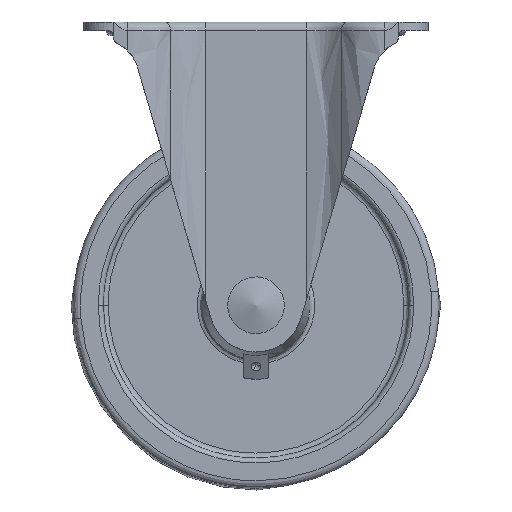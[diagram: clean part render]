
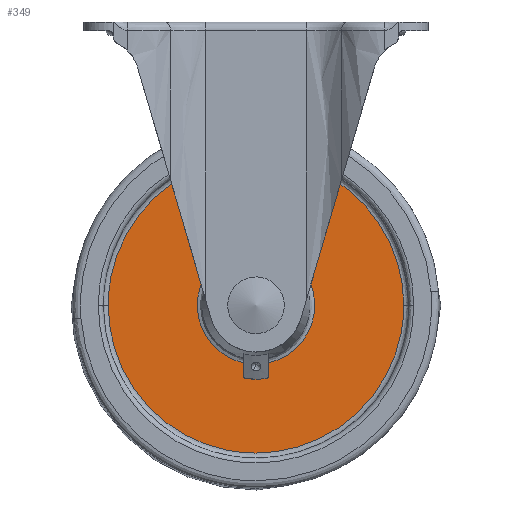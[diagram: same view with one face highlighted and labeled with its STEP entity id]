
A CAD part, front view. The second image highlights one B-rep face of the part: STEP entity #349.
In plain terms, the highlighted free-form (B-spline) face has degree [1, 1] with [2, 2] control points.
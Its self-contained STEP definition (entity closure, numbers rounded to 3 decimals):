
#175=CARTESIAN_POINT('',(-65.994,-12.0,65.994));
#176=CARTESIAN_POINT('',(-65.994,-12.0,-65.994));
#177=CARTESIAN_POINT('',(65.994,-12.0,65.994));
#178=CARTESIAN_POINT('',(65.994,-12.0,-65.994));
#179=B_SPLINE_SURFACE_WITH_KNOTS('',1,1,((#175,#177),(#176,#178)),.UNSPECIFIED.,.F.,.F.,.U.,(2,2),(2,2),(0.0,131.988),(0.0,131.988),.UNSPECIFIED.);
#180=CARTESIAN_POINT('',(0.0,-12.0,-60.));
#181=VERTEX_POINT('',#180);
#182=CARTESIAN_POINT('',(60.,-12.0,0.));
#183=VERTEX_POINT('',#182);
#184=CARTESIAN_POINT('',(0.0,-12.0,-60.));
#185=CARTESIAN_POINT('',(60.,-12.0,-60.));
#186=CARTESIAN_POINT('',(60.,-12.0,0.));
#194=(BOUNDED_CURVE()B_SPLINE_CURVE(2,(#184,#185,#186),.UNSPECIFIED.,.F.,.U.)B_SPLINE_CURVE_WITH_KNOTS((3,3),(0.0,0.25),.UNSPECIFIED.)CURVE()GEOMETRIC_REPRESENTATION_ITEM()RATIONAL_B_SPLINE_CURVE((1.0,0.707,1.0))REPRESENTATION_ITEM(''));
#195=EDGE_CURVE('',#181,#183,#194,.T.);
#196=ORIENTED_EDGE('',*,*,#195,.T.);
#197=CARTESIAN_POINT('',(0.0,-12.0,60.));
#198=VERTEX_POINT('',#197);
#199=CARTESIAN_POINT('',(60.,-12.,0.));
#200=CARTESIAN_POINT('',(60.,-12.0,60.));
#201=CARTESIAN_POINT('',(0.0,-12.0,60.));
#209=(BOUNDED_CURVE()B_SPLINE_CURVE(2,(#199,#200,#201),.UNSPECIFIED.,.F.,.U.)B_SPLINE_CURVE_WITH_KNOTS((3,3),(0.25,0.5),.UNSPECIFIED.)CURVE()GEOMETRIC_REPRESENTATION_ITEM()RATIONAL_B_SPLINE_CURVE((1.,0.707,1.0))REPRESENTATION_ITEM(''));
#210=EDGE_CURVE('',#183,#198,#209,.T.);
#211=ORIENTED_EDGE('',*,*,#210,.T.);
#212=CARTESIAN_POINT('',(-60.,-12.0,0.));
#213=VERTEX_POINT('',#212);
#214=CARTESIAN_POINT('',(0.0,-12.0,60.));
#215=CARTESIAN_POINT('',(-60.,-12.0,60.));
#216=CARTESIAN_POINT('',(-60.,-12.0,0.));
#224=(BOUNDED_CURVE()B_SPLINE_CURVE(2,(#214,#215,#216),.UNSPECIFIED.,.F.,.U.)B_SPLINE_CURVE_WITH_KNOTS((3,3),(0.5,0.75),.UNSPECIFIED.)CURVE()GEOMETRIC_REPRESENTATION_ITEM()RATIONAL_B_SPLINE_CURVE((1.0,0.707,1.0))REPRESENTATION_ITEM(''));
#225=EDGE_CURVE('',#198,#213,#224,.T.);
#226=ORIENTED_EDGE('',*,*,#225,.T.);
#227=CARTESIAN_POINT('',(-60.,-12.0,0.));
#228=CARTESIAN_POINT('',(-60.,-12.0,-60.));
#229=CARTESIAN_POINT('',(0.0,-12.0,-60.));
#237=(BOUNDED_CURVE()B_SPLINE_CURVE(2,(#227,#228,#229),.UNSPECIFIED.,.F.,.U.)B_SPLINE_CURVE_WITH_KNOTS((3,3),(0.75,1.0),.UNSPECIFIED.)CURVE()GEOMETRIC_REPRESENTATION_ITEM()RATIONAL_B_SPLINE_CURVE((1.0,0.707,1.0))REPRESENTATION_ITEM(''));
#238=EDGE_CURVE('',#213,#181,#237,.T.);
#239=ORIENTED_EDGE('',*,*,#238,.T.);
#240=EDGE_LOOP('',(#196,#211,#226,#239));
#241=FACE_OUTER_BOUND('',#240,.T.);
#242=CARTESIAN_POINT('',(-5.0,-12.,-23.318));
#243=VERTEX_POINT('',#242);
#244=CARTESIAN_POINT('',(-5.,-12.0,-28.723));
#245=VERTEX_POINT('',#244);
#246=CARTESIAN_POINT('',(-5.0,-12.,-23.318));
#247=CARTESIAN_POINT('',(-5.,-12.0,-28.723));
#248=QUASI_UNIFORM_CURVE('',1,(#246,#247),.UNSPECIFIED.,.F.,.U.);
#249=EDGE_CURVE('',#243,#245,#248,.T.);
#250=ORIENTED_EDGE('',*,*,#249,.F.);
#251=CARTESIAN_POINT('',(5.0,-12.0,-23.318));
#252=VERTEX_POINT('',#251);
#253=CARTESIAN_POINT('',(5.0,-12.0,-23.318));
#254=CARTESIAN_POINT('',(6.691,-12.0,-22.956));
#255=CARTESIAN_POINT('',(9.123,-12.,-22.149));
#256=CARTESIAN_POINT('',(12.517,-12.,-20.381));
#257=CARTESIAN_POINT('',(15.282,-12.,-18.441));
#258=CARTESIAN_POINT('',(18.029,-12.,-15.766));
#259=CARTESIAN_POINT('',(20.096,-12.0,-12.981));
#260=CARTESIAN_POINT('',(21.585,-12.,-10.263));
#261=CARTESIAN_POINT('',(22.684,-12.,-7.561));
#262=CARTESIAN_POINT('',(23.554,-12.,-4.301));
#263=CARTESIAN_POINT('',(23.912,-12.,-0.941));
#264=CARTESIAN_POINT('',(23.781,-12.,2.612));
#265=CARTESIAN_POINT('',(23.259,-12.,5.578));
#266=CARTESIAN_POINT('',(22.243,-12.,8.793));
#267=CARTESIAN_POINT('',(20.889,-12.,11.687));
#268=CARTESIAN_POINT('',(18.618,-12.,15.106));
#269=CARTESIAN_POINT('',(15.643,-12.,18.213));
#270=CARTESIAN_POINT('',(11.964,-12.,20.766));
#271=CARTESIAN_POINT('',(8.239,-12.,22.497));
#272=CARTESIAN_POINT('',(4.541,-12.,23.516));
#273=CARTESIAN_POINT('',(0.731,-12.,23.932));
#274=CARTESIAN_POINT('',(-2.734,-12.,23.773));
#275=CARTESIAN_POINT('',(-5.868,-12.,23.174));
#276=CARTESIAN_POINT('',(-8.907,-12.,22.204));
#277=CARTESIAN_POINT('',(-11.789,-12.,20.824));
#278=CARTESIAN_POINT('',(-14.897,-12.,18.746));
#279=CARTESIAN_POINT('',(-17.586,-12.0,16.271));
#280=CARTESIAN_POINT('',(-19.658,-12.0,13.605));
#281=CARTESIAN_POINT('',(-21.299,-12.0,10.872));
#282=CARTESIAN_POINT('',(-22.807,-12.,7.446));
#283=CARTESIAN_POINT('',(-23.729,-12.,3.432));
#284=CARTESIAN_POINT('',(-23.936,-12.,-0.85));
#285=CARTESIAN_POINT('',(-23.538,-12.0,-4.391));
#286=CARTESIAN_POINT('',(-22.506,-12.0,-8.174));
#287=CARTESIAN_POINT('',(-20.901,-12.0,-11.76));
#288=CARTESIAN_POINT('',(-18.513,-12.0,-15.219));
#289=CARTESIAN_POINT('',(-16.02,-12.,-17.761));
#290=CARTESIAN_POINT('',(-13.507,-12.,-19.725));
#291=CARTESIAN_POINT('',(-10.072,-12.,-21.799));
#292=CARTESIAN_POINT('',(-7.047,-12.,-22.88));
#293=CARTESIAN_POINT('',(-5.0,-12.,-23.318));
#294=B_SPLINE_CURVE_WITH_KNOTS('',3,(#253,#254,#255,#256,#257,#258,#259,#260,#261,#262,#263,#264,#265,#266,#267,#268,#269,#270,#271,#272,#273,#274,#275,#276,#277,#278,#279,#280,#281,#282,#283,#284,#285,#286,#287,#288,#289,#290,#291,#292,#293),.UNSPECIFIED.,.F.,.U.,(4,1,1,1,1,1,1,1,1,1,1,1,1,1,1,1,1,1,1,1,1,1,1,1,1,1,1,1,1,1,1,1,1,1,1,1,1,1,4),(0.,5.187,7.644,11.465,15.287,19.109,21.839,24.569,27.845,31.939,34.669,38.491,40.948,44.769,48.045,53.232,57.6,61.422,65.516,69.065,72.887,75.89,78.62,82.441,85.444,89.812,93.361,95.545,99.367,104.553,107.829,112.197,115.2,119.567,123.935,127.757,130.214,133.49,139.768),.UNSPECIFIED.);
#295=EDGE_CURVE('',#252,#243,#294,.T.);
#296=ORIENTED_EDGE('',*,*,#295,.F.);
#297=CARTESIAN_POINT('',(5.0,-12.0,-28.723));
#298=VERTEX_POINT('',#297);
#299=CARTESIAN_POINT('',(5.0,-12.0,-28.723));
#300=CARTESIAN_POINT('',(5.0,-12.0,-23.318));
#301=QUASI_UNIFORM_CURVE('',1,(#299,#300),.UNSPECIFIED.,.F.,.U.);
#302=EDGE_CURVE('',#298,#252,#301,.T.);
#303=ORIENTED_EDGE('',*,*,#302,.F.);
#304=CARTESIAN_POINT('',(4.138,-12.0,-29.713));
#305=VERTEX_POINT('',#304);
#306=CARTESIAN_POINT('',(5.0,-12.0,-28.723));
#307=CARTESIAN_POINT('',(5.,-12.,-29.593));
#308=CARTESIAN_POINT('',(4.138,-12.0,-29.713));
#316=(BOUNDED_CURVE()B_SPLINE_CURVE(2,(#306,#307,#308),.UNSPECIFIED.,.F.,.U.)CURVE()GEOMETRIC_REPRESENTATION_ITEM()QUASI_UNIFORM_CURVE()RATIONAL_B_SPLINE_CURVE((1.0,0.754,1.0))REPRESENTATION_ITEM(''));
#317=EDGE_CURVE('',#298,#305,#316,.T.);
#318=ORIENTED_EDGE('',*,*,#317,.T.);
#319=CARTESIAN_POINT('',(-4.138,-12.0,-29.713));
#320=VERTEX_POINT('',#319);
#321=CARTESIAN_POINT('',(4.138,-12.0,-29.713));
#322=CARTESIAN_POINT('',(0.,-12.,-30.29));
#323=CARTESIAN_POINT('',(-4.138,-12.0,-29.713));
#331=(BOUNDED_CURVE()B_SPLINE_CURVE(2,(#321,#322,#323),.UNSPECIFIED.,.F.,.U.)CURVE()GEOMETRIC_REPRESENTATION_ITEM()QUASI_UNIFORM_CURVE()RATIONAL_B_SPLINE_CURVE((1.0,0.99,1.0))REPRESENTATION_ITEM(''));
#332=EDGE_CURVE('',#305,#320,#331,.T.);
#333=ORIENTED_EDGE('',*,*,#332,.T.);
#334=CARTESIAN_POINT('',(-4.138,-12.0,-29.713));
#335=CARTESIAN_POINT('',(-5.,-12.0,-29.593));
#336=CARTESIAN_POINT('',(-5.,-12.0,-28.723));
#344=(BOUNDED_CURVE()B_SPLINE_CURVE(2,(#334,#335,#336),.UNSPECIFIED.,.F.,.U.)CURVE()GEOMETRIC_REPRESENTATION_ITEM()QUASI_UNIFORM_CURVE()RATIONAL_B_SPLINE_CURVE((1.0,0.754,1.0))REPRESENTATION_ITEM(''));
#345=EDGE_CURVE('',#320,#245,#344,.T.);
#346=ORIENTED_EDGE('',*,*,#345,.T.);
#347=EDGE_LOOP('',(#250,#296,#303,#318,#333,#346));
#348=FACE_BOUND('',#347,.T.);
#349=ADVANCED_FACE('',(#241,#348),#179,.T.);
